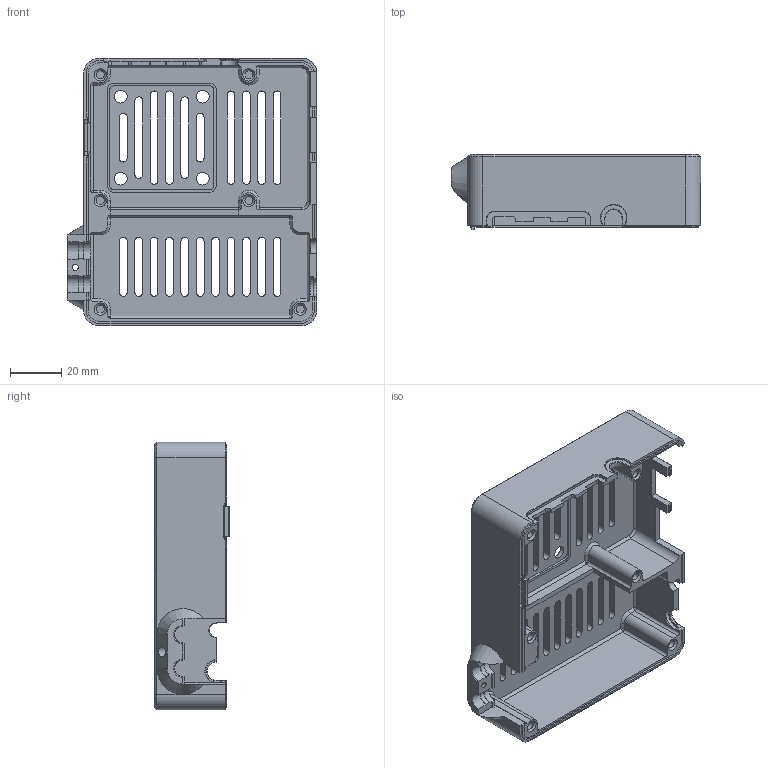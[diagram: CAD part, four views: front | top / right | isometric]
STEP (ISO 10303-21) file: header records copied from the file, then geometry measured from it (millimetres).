
FILE_DESCRIPTION(/* description */ (''),/* implementation_level */ '2;1');
FILE_NAME(/* name */ 'case_top.step',/* time_stamp */ '2021-10-20T00:00:00+03:00',/* author */ (''),/* organization */ (''),/* preprocessor_version */ 'ST-DEVELOPER v18.1',/* originating_system */ 'Autodesk Translation Framework v10.10.0.1391',/* authorisation */ '');
FILE_SCHEMA (('AUTOMOTIVE_DESIGN { 1 0 10303 214 3 1 1 }'));
Length unit declared in the file: millimetre
Products named in the file (1): Top
Bounding box: 97.4 x 29.43 x 104.4 mm (x, y, z)
Volume: 56153.5 mm3; surface area: 39804.7 mm2
Topology: 1 solids, 1 shells, 454 faces, 1215 edges, 756 vertices
Faces by surface type: plane 263, cylinder 125, cone 66
Full cylindrical faces by diameter (mm): 2.3 x1, 3.2 x6, 4.3 x1, 5 x4
Entity records: 14014 total; most frequent: CARTESIAN_POINT 2471, ORIENTED_EDGE 2398, DIRECTION 2393, EDGE_CURVE 1199, LINE 871, VECTOR 871, AXIS2_PLACEMENT_3D 761, VERTEX_POINT 756
